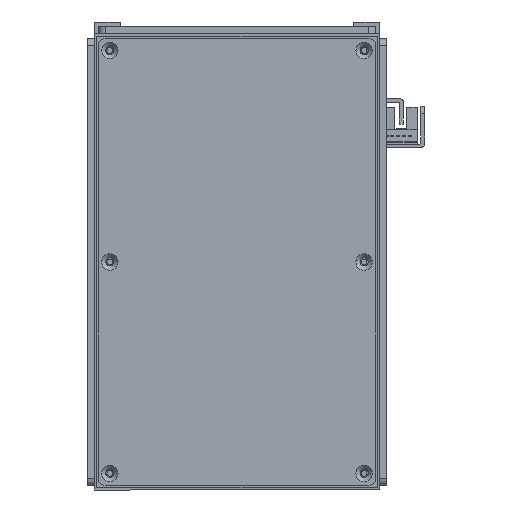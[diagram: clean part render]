
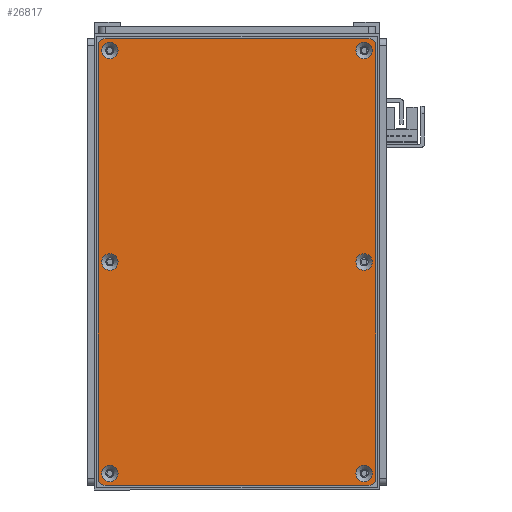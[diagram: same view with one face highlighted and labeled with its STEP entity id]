
A CAD part, front view. The second image highlights one B-rep face of the part: STEP entity #26817.
In plain terms, the highlighted planar face has unit normal (0, -1, 0).
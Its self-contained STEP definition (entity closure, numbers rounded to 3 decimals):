
#2136=FACE_BOUND('',#6373,.T.);
#2137=FACE_BOUND('',#6374,.T.);
#2138=FACE_BOUND('',#6375,.T.);
#2139=FACE_BOUND('',#6376,.T.);
#2140=FACE_BOUND('',#6377,.T.);
#2141=FACE_BOUND('',#6378,.T.);
#3291=CIRCLE('',#29636,3.45);
#3294=CIRCLE('',#29641,3.45);
#3297=CIRCLE('',#29646,3.45);
#3300=CIRCLE('',#29651,3.45);
#3303=CIRCLE('',#29656,3.45);
#3306=CIRCLE('',#29661,3.45);
#3309=CIRCLE('',#29666,3.);
#3311=CIRCLE('',#29669,3.);
#3312=CIRCLE('',#29670,3.);
#3313=CIRCLE('',#29671,3.);
#4658=FACE_OUTER_BOUND('',#6372,.T.);
#6372=EDGE_LOOP('',(#24259,#24260,#24261,#24262,#24263,#24264,#24265,#24266));
#6373=EDGE_LOOP('',(#24267));
#6374=EDGE_LOOP('',(#24268));
#6375=EDGE_LOOP('',(#24269));
#6376=EDGE_LOOP('',(#24270));
#6377=EDGE_LOOP('',(#24271));
#6378=EDGE_LOOP('',(#24272));
#8630=LINE('',#47004,#10895);
#8631=LINE('',#47008,#10896);
#8632=LINE('',#47012,#10897);
#8633=LINE('',#47015,#10898);
#10895=VECTOR('',#36812,10.);
#10896=VECTOR('',#36815,10.);
#10897=VECTOR('',#36818,10.);
#10898=VECTOR('',#36821,10.);
#13388=VERTEX_POINT('',#46934);
#13391=VERTEX_POINT('',#46944);
#13394=VERTEX_POINT('',#46954);
#13397=VERTEX_POINT('',#46964);
#13400=VERTEX_POINT('',#46974);
#13403=VERTEX_POINT('',#46984);
#13406=VERTEX_POINT('',#46994);
#13407=VERTEX_POINT('',#46995);
#13410=VERTEX_POINT('',#47003);
#13411=VERTEX_POINT('',#47005);
#13412=VERTEX_POINT('',#47007);
#13413=VERTEX_POINT('',#47009);
#13414=VERTEX_POINT('',#47011);
#13415=VERTEX_POINT('',#47013);
#17036=EDGE_CURVE('',#13388,#13388,#3291,.T.);
#17041=EDGE_CURVE('',#13391,#13391,#3294,.T.);
#17046=EDGE_CURVE('',#13394,#13394,#3297,.T.);
#17051=EDGE_CURVE('',#13397,#13397,#3300,.T.);
#17056=EDGE_CURVE('',#13400,#13400,#3303,.T.);
#17061=EDGE_CURVE('',#13403,#13403,#3306,.T.);
#17066=EDGE_CURVE('',#13406,#13407,#3309,.T.);
#17070=EDGE_CURVE('',#13406,#13410,#8630,.T.);
#17071=EDGE_CURVE('',#13411,#13410,#3311,.T.);
#17072=EDGE_CURVE('',#13411,#13412,#8631,.T.);
#17073=EDGE_CURVE('',#13413,#13412,#3312,.T.);
#17074=EDGE_CURVE('',#13413,#13414,#8632,.T.);
#17075=EDGE_CURVE('',#13415,#13414,#3313,.T.);
#17076=EDGE_CURVE('',#13415,#13407,#8633,.T.);
#24259=ORIENTED_EDGE('',*,*,#17066,.F.);
#24260=ORIENTED_EDGE('',*,*,#17070,.T.);
#24261=ORIENTED_EDGE('',*,*,#17071,.F.);
#24262=ORIENTED_EDGE('',*,*,#17072,.T.);
#24263=ORIENTED_EDGE('',*,*,#17073,.F.);
#24264=ORIENTED_EDGE('',*,*,#17074,.T.);
#24265=ORIENTED_EDGE('',*,*,#17075,.F.);
#24266=ORIENTED_EDGE('',*,*,#17076,.T.);
#24267=ORIENTED_EDGE('',*,*,#17036,.T.);
#24268=ORIENTED_EDGE('',*,*,#17041,.T.);
#24269=ORIENTED_EDGE('',*,*,#17046,.T.);
#24270=ORIENTED_EDGE('',*,*,#17051,.T.);
#24271=ORIENTED_EDGE('',*,*,#17056,.T.);
#24272=ORIENTED_EDGE('',*,*,#17061,.T.);
#25546=PLANE('',#29668);
#26817=ADVANCED_FACE('',(#4658,#2136,#2137,#2138,#2139,#2140,#2141),#25546,
 .T.);
#29636=AXIS2_PLACEMENT_3D('',#46935,#36732,#36733);
#29641=AXIS2_PLACEMENT_3D('',#46945,#36744,#36745);
#29646=AXIS2_PLACEMENT_3D('',#46955,#36756,#36757);
#29651=AXIS2_PLACEMENT_3D('',#46965,#36768,#36769);
#29656=AXIS2_PLACEMENT_3D('',#46975,#36780,#36781);
#29661=AXIS2_PLACEMENT_3D('',#46985,#36792,#36793);
#29666=AXIS2_PLACEMENT_3D('',#46996,#36804,#36805);
#29668=AXIS2_PLACEMENT_3D('',#47002,#36810,#36811);
#29669=AXIS2_PLACEMENT_3D('',#47006,#36813,#36814);
#29670=AXIS2_PLACEMENT_3D('',#47010,#36816,#36817);
#29671=AXIS2_PLACEMENT_3D('',#47014,#36819,#36820);
#36732=DIRECTION('center_axis',(0.,1.,0.));
#36733=DIRECTION('ref_axis',(1.,0.,0.));
#36744=DIRECTION('center_axis',(0.,1.,0.));
#36745=DIRECTION('ref_axis',(1.,0.,0.));
#36756=DIRECTION('center_axis',(0.,1.,0.));
#36757=DIRECTION('ref_axis',(1.,0.,0.));
#36768=DIRECTION('center_axis',(0.,1.,0.));
#36769=DIRECTION('ref_axis',(1.,0.,0.));
#36780=DIRECTION('center_axis',(0.,1.,0.));
#36781=DIRECTION('ref_axis',(1.,0.,0.));
#36792=DIRECTION('center_axis',(0.,1.,0.));
#36793=DIRECTION('ref_axis',(1.,0.,0.));
#36804=DIRECTION('center_axis',(0.,1.,0.));
#36805=DIRECTION('ref_axis',(-0.707,0.,0.707));
#36810=DIRECTION('center_axis',(0.,-1.,0.));
#36811=DIRECTION('ref_axis',(0.,0.,-1.));
#36812=DIRECTION('',(0.,0.,-1.));
#36813=DIRECTION('center_axis',(0.,1.,0.));
#36814=DIRECTION('ref_axis',(-0.707,0.,-0.707));
#36815=DIRECTION('',(1.,0.,0.));
#36816=DIRECTION('center_axis',(0.,1.,0.));
#36817=DIRECTION('ref_axis',(0.707,0.,-0.707));
#36818=DIRECTION('',(0.,0.,1.));
#36819=DIRECTION('center_axis',(0.,1.,0.));
#36820=DIRECTION('ref_axis',(0.707,0.,0.707));
#36821=DIRECTION('',(-1.,0.,0.));
#46934=CARTESIAN_POINT('',(85.55,-1.5,53.5));
#46935=CARTESIAN_POINT('Origin',(89.,-1.5,53.5));
#46944=CARTESIAN_POINT('',(-3.45,-1.5,-53.5));
#46945=CARTESIAN_POINT('Origin',(0.,-1.5,-53.5));
#46954=CARTESIAN_POINT('',(-92.45,-1.5,53.5));
#46955=CARTESIAN_POINT('Origin',(-89.,-1.5,53.5));
#46964=CARTESIAN_POINT('',(-92.45,-1.5,-53.5));
#46965=CARTESIAN_POINT('Origin',(-89.,-1.5,-53.5));
#46974=CARTESIAN_POINT('',(-3.45,-1.5,53.5));
#46975=CARTESIAN_POINT('Origin',(0.,-1.5,53.5));
#46984=CARTESIAN_POINT('',(85.55,-1.5,-53.5));
#46985=CARTESIAN_POINT('Origin',(89.,-1.5,-53.5));
#46994=CARTESIAN_POINT('',(-94.,-1.5,55.5));
#46995=CARTESIAN_POINT('',(-91.,-1.5,58.5));
#46996=CARTESIAN_POINT('Origin',(-91.,-1.5,55.5));
#47002=CARTESIAN_POINT('Origin',(0.,-1.5,0.));
#47003=CARTESIAN_POINT('',(-94.,-1.5,-55.5));
#47004=CARTESIAN_POINT('',(-94.,-1.5,58.5));
#47005=CARTESIAN_POINT('',(-91.,-1.5,-58.5));
#47006=CARTESIAN_POINT('Origin',(-91.,-1.5,-55.5));
#47007=CARTESIAN_POINT('',(91.,-1.5,-58.5));
#47008=CARTESIAN_POINT('',(-94.,-1.5,-58.5));
#47009=CARTESIAN_POINT('',(94.,-1.5,-55.5));
#47010=CARTESIAN_POINT('Origin',(91.,-1.5,-55.5));
#47011=CARTESIAN_POINT('',(94.,-1.5,55.5));
#47012=CARTESIAN_POINT('',(94.,-1.5,-58.5));
#47013=CARTESIAN_POINT('',(91.,-1.5,58.5));
#47014=CARTESIAN_POINT('Origin',(91.,-1.5,55.5));
#47015=CARTESIAN_POINT('',(94.,-1.5,58.5));
